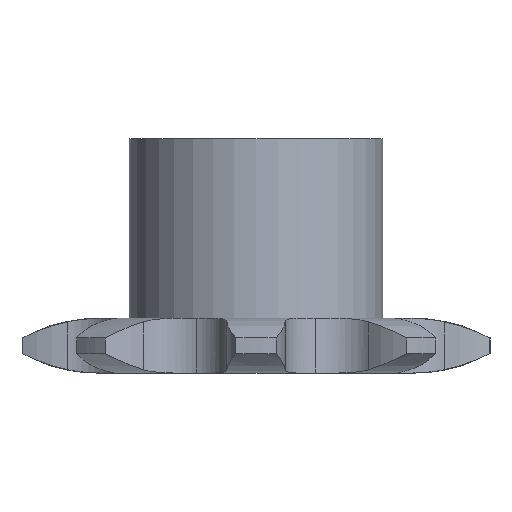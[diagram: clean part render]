
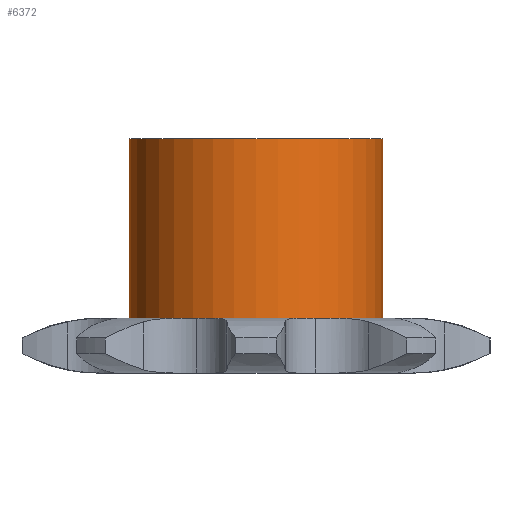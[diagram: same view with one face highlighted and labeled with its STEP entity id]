
A CAD part, front view. The second image highlights one B-rep face of the part: STEP entity #6372.
In plain terms, the highlighted cylindrical face has radius 6.5 mm (diameter 13 mm), a full revolution.
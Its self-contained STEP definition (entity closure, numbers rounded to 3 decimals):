
#236 = PLANE('',#237);
#237 = AXIS2_PLACEMENT_3D('',#238,#239,#240);
#238 = CARTESIAN_POINT('',(0.,0.,2.8));
#239 = DIRECTION('',(0.,0.,1.));
#240 = DIRECTION('',(0.,1.,0.));
#1919 = EDGE_CURVE('',#1920,#1920,#1922,.T.);
#1920 = VERTEX_POINT('',#1921);
#1921 = CARTESIAN_POINT('',(6.5,0.,2.8));
#1922 = SURFACE_CURVE('',#1923,(#1928,#1939),.PCURVE_S1.);
#1923 = CIRCLE('',#1924,6.5);
#1924 = AXIS2_PLACEMENT_3D('',#1925,#1926,#1927);
#1925 = CARTESIAN_POINT('',(0.,0.,2.8));
#1926 = DIRECTION('',(0.,0.,-1.));
#1927 = DIRECTION('',(1.,0.,0.));
#1928 = PCURVE('',#236,#1929);
#1929 = DEFINITIONAL_REPRESENTATION('',(#1930),#1938);
#1930 = ( BOUNDED_CURVE() B_SPLINE_CURVE(2,(#1931,#1932,#1933,#1934,
#1935,#1936,#1937),.UNSPECIFIED.,.T.,.F.) B_SPLINE_CURVE_WITH_KNOTS((1,2
    ,2,2,2,1),(-2.094,0.,2.094,4.189,
6.283,8.378),.UNSPECIFIED.) CURVE() 
GEOMETRIC_REPRESENTATION_ITEM() RATIONAL_B_SPLINE_CURVE((1.,0.5,1.,0.5,
1.,0.5,1.)) REPRESENTATION_ITEM('') );
#1931 = CARTESIAN_POINT('',(0.,-6.5));
#1932 = CARTESIAN_POINT('',(-11.258,-6.5));
#1933 = CARTESIAN_POINT('',(-5.629,3.25));
#1934 = CARTESIAN_POINT('',(0.,13.));
#1935 = CARTESIAN_POINT('',(5.629,3.25));
#1936 = CARTESIAN_POINT('',(11.258,-6.5));
#1937 = CARTESIAN_POINT('',(0.,-6.5));
#1938 = ( GEOMETRIC_REPRESENTATION_CONTEXT(2) 
PARAMETRIC_REPRESENTATION_CONTEXT() REPRESENTATION_CONTEXT('2D SPACE',''
  ) );
#1939 = PCURVE('',#1940,#1945);
#1940 = CYLINDRICAL_SURFACE('',#1941,6.5);
#1941 = AXIS2_PLACEMENT_3D('',#1942,#1943,#1944);
#1942 = CARTESIAN_POINT('',(0.,0.,0.));
#1943 = DIRECTION('',(-0.,-0.,-1.));
#1944 = DIRECTION('',(1.,0.,0.));
#1945 = DEFINITIONAL_REPRESENTATION('',(#1946),#1950);
#1946 = LINE('',#1947,#1948);
#1947 = CARTESIAN_POINT('',(-6.283,-2.8));
#1948 = VECTOR('',#1949,1.);
#1949 = DIRECTION('',(1.,-0.));
#1950 = ( GEOMETRIC_REPRESENTATION_CONTEXT(2) 
PARAMETRIC_REPRESENTATION_CONTEXT() REPRESENTATION_CONTEXT('2D SPACE',''
  ) );
#6372 = ADVANCED_FACE('',(#6373),#1940,.T.);
#6373 = FACE_BOUND('',#6374,.F.);
#6374 = EDGE_LOOP('',(#6375,#6376,#6399,#6426));
#6375 = ORIENTED_EDGE('',*,*,#1919,.T.);
#6376 = ORIENTED_EDGE('',*,*,#6377,.T.);
#6377 = EDGE_CURVE('',#1920,#6378,#6380,.T.);
#6378 = VERTEX_POINT('',#6379);
#6379 = CARTESIAN_POINT('',(6.5,0.,12.));
#6380 = SEAM_CURVE('',#6381,(#6385,#6392),.PCURVE_S1.);
#6381 = LINE('',#6382,#6383);
#6382 = CARTESIAN_POINT('',(6.5,0.,0.));
#6383 = VECTOR('',#6384,1.);
#6384 = DIRECTION('',(0.,0.,1.));
#6385 = PCURVE('',#1940,#6386);
#6386 = DEFINITIONAL_REPRESENTATION('',(#6387),#6391);
#6387 = LINE('',#6388,#6389);
#6388 = CARTESIAN_POINT('',(-6.283,0.));
#6389 = VECTOR('',#6390,1.);
#6390 = DIRECTION('',(-0.,-1.));
#6391 = ( GEOMETRIC_REPRESENTATION_CONTEXT(2) 
PARAMETRIC_REPRESENTATION_CONTEXT() REPRESENTATION_CONTEXT('2D SPACE',''
  ) );
#6392 = PCURVE('',#1940,#6393);
#6393 = DEFINITIONAL_REPRESENTATION('',(#6394),#6398);
#6394 = LINE('',#6395,#6396);
#6395 = CARTESIAN_POINT('',(-0.,0.));
#6396 = VECTOR('',#6397,1.);
#6397 = DIRECTION('',(-0.,-1.));
#6398 = ( GEOMETRIC_REPRESENTATION_CONTEXT(2) 
PARAMETRIC_REPRESENTATION_CONTEXT() REPRESENTATION_CONTEXT('2D SPACE',''
  ) );
#6399 = ORIENTED_EDGE('',*,*,#6400,.T.);
#6400 = EDGE_CURVE('',#6378,#6378,#6401,.T.);
#6401 = SURFACE_CURVE('',#6402,(#6407,#6414),.PCURVE_S1.);
#6402 = CIRCLE('',#6403,6.5);
#6403 = AXIS2_PLACEMENT_3D('',#6404,#6405,#6406);
#6404 = CARTESIAN_POINT('',(0.,0.,12.));
#6405 = DIRECTION('',(0.,0.,1.));
#6406 = DIRECTION('',(1.,0.,0.));
#6407 = PCURVE('',#1940,#6408);
#6408 = DEFINITIONAL_REPRESENTATION('',(#6409),#6413);
#6409 = LINE('',#6410,#6411);
#6410 = CARTESIAN_POINT('',(-0.,-12.));
#6411 = VECTOR('',#6412,1.);
#6412 = DIRECTION('',(-1.,0.));
#6413 = ( GEOMETRIC_REPRESENTATION_CONTEXT(2) 
PARAMETRIC_REPRESENTATION_CONTEXT() REPRESENTATION_CONTEXT('2D SPACE',''
  ) );
#6414 = PCURVE('',#6415,#6420);
#6415 = PLANE('',#6416);
#6416 = AXIS2_PLACEMENT_3D('',#6417,#6418,#6419);
#6417 = CARTESIAN_POINT('',(0.,0.,12.));
#6418 = DIRECTION('',(-0.,0.,1.));
#6419 = DIRECTION('',(0.,-1.,0.));
#6420 = DEFINITIONAL_REPRESENTATION('',(#6421),#6425);
#6421 = CIRCLE('',#6422,6.5);
#6422 = AXIS2_PLACEMENT_2D('',#6423,#6424);
#6423 = CARTESIAN_POINT('',(0.,0.));
#6424 = DIRECTION('',(0.,1.));
#6425 = ( GEOMETRIC_REPRESENTATION_CONTEXT(2) 
PARAMETRIC_REPRESENTATION_CONTEXT() REPRESENTATION_CONTEXT('2D SPACE',''
  ) );
#6426 = ORIENTED_EDGE('',*,*,#6377,.F.);
